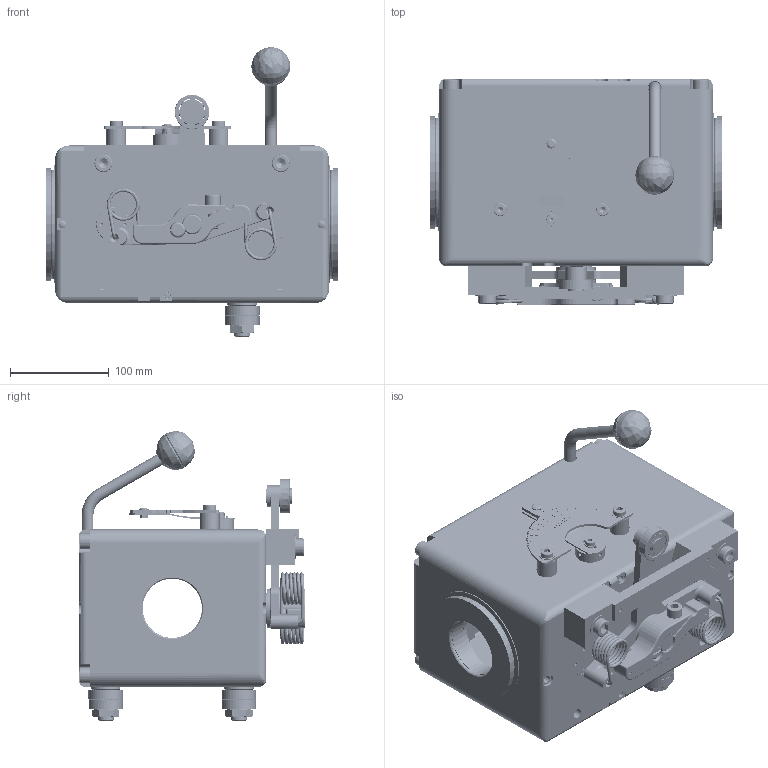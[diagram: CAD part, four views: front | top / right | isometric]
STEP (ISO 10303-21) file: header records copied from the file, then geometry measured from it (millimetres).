
FILE_DESCRIPTION (( 'STEP AP214' ), '1' );
FILE_NAME ('RG3-60-0MCRF Drehrichtung rechts.STEP', '2019-10-18T06:41:33', ( '' ), ( '' ), 'SwSTEP 2.0', 'SolidWorks 2019', '' );
FILE_SCHEMA (( 'AUTOMOTIVE_DESIGN' ));
Length unit declared in the file: millimetre
Products named in the file (1): RG3-60-0MCRF Drehrichtung rechts
Bounding box: 297 x 230 x 293.62 mm (x, y, z)
Volume: 3713987.9 mm3; surface area: 859056.3 mm2
Topology: 158 solids, 158 shells, 3647 faces, 9250 edges, 5716 vertices
Faces by surface type: plane 1282, cylinder 1230, cone 387, bspline 386, torus 226, sphere 136
Entity records: 168845 total; most frequent: CARTESIAN_POINT 40776, DIRECTION 18306, ORIENTED_EDGE 17904, EDGE_CURVE 8952, AXIS2_PLACEMENT_3D 7159, VERTEX_POINT 5716, EDGE_LOOP 4048, VECTOR 3988
